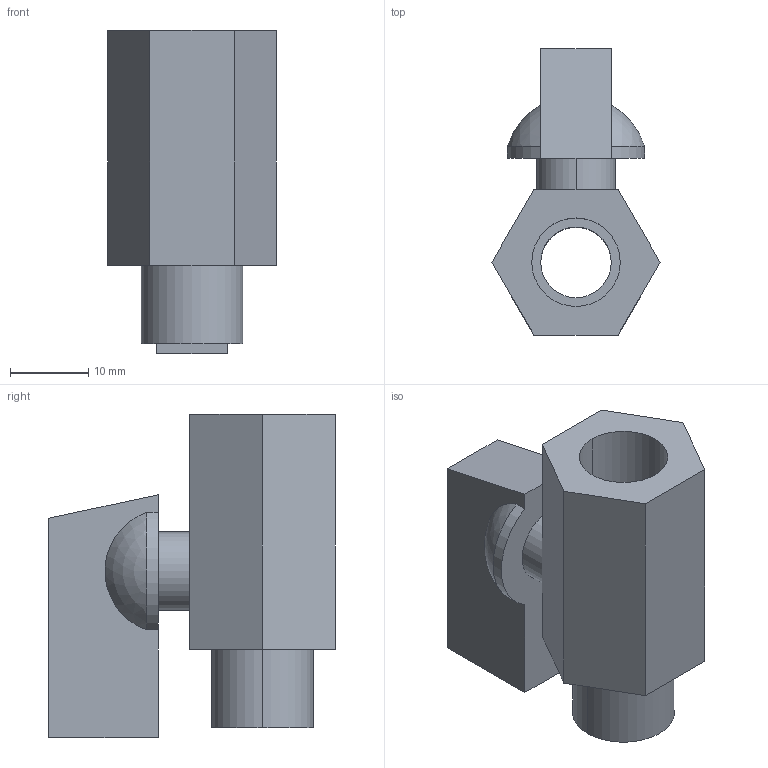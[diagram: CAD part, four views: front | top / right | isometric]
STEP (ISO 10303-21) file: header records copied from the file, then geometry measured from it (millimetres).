
FILE_DESCRIPTION (( 'STEP AP214' ), '1' );
FILE_NAME ('SCBV-Q201-16FB-10-SF.step', '2025-11-03T06:56:37', ( 'KTP' ), ( '' ), 'SwSTEP 2.0', 'SolidWorks 2021', '' );
FILE_SCHEMA (( 'AUTOMOTIVE_DESIGN' ));
Length unit declared in the file: millimetre
Products named in the file (1): SCBV-Q201-16FB-10-SF
Bounding box: 21.48 x 36.6 x 41.25 mm (x, y, z)
Volume: 11820.4 mm3; surface area: 5745.3 mm2
Topology: 1 solids, 1 shells, 28 faces, 66 edges, 44 vertices
Faces by surface type: plane 16, cylinder 10, sphere 2
Entity records: 1158 total; most frequent: DIRECTION 146, CARTESIAN_POINT 139, ORIENTED_EDGE 132, EDGE_CURVE 66, AXIS2_PLACEMENT_3D 51, VECTOR 44, VERTEX_POINT 44, LINE 44
